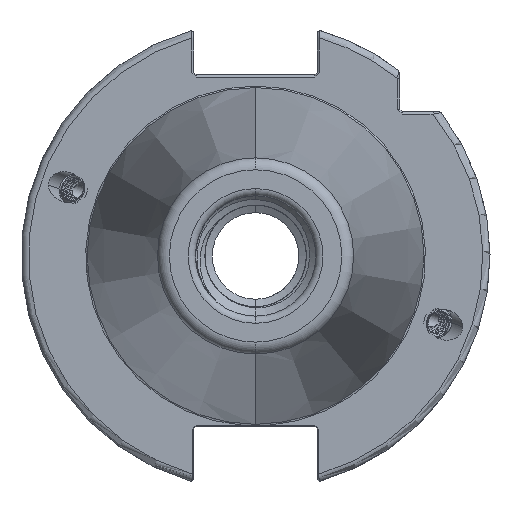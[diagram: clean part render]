
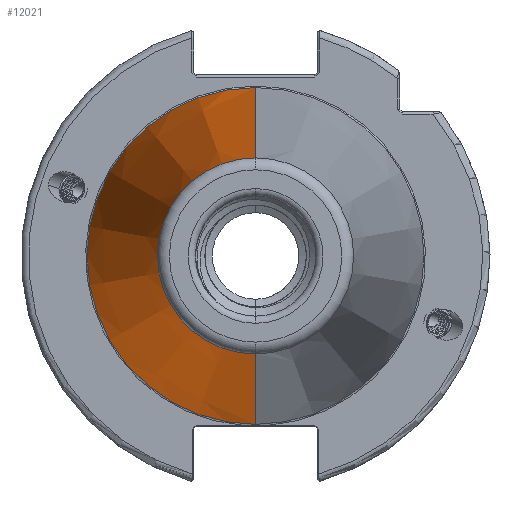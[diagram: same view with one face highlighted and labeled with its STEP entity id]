
A CAD part, left-side view. The second image highlights one B-rep face of the part: STEP entity #12021.
In plain terms, the highlighted conical face has half-angle 8.297 degrees and reference radius 35.392 mm.
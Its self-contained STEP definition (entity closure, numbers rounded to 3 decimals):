
#686 = AXIS2_PLACEMENT_3D ( 'NONE', #15270, #15250, #15267 ) ;
#688 = AXIS2_PLACEMENT_3D ( 'NONE', #15122, #15123, #15103 ) ;
#711 = AXIS2_PLACEMENT_3D ( 'NONE', #24795, #24784, #24789 ) ;
#2622 = CARTESIAN_POINT ( 'NONE',  ( -2.5, 35.027, 0. ) ) ;
#2712 = CARTESIAN_POINT ( 'NONE',  ( -2.5, 0., 35.027 ) ) ;
#2713 = CARTESIAN_POINT ( 'NONE',  ( -2.5, 0., -35.027 ) ) ;
#4375 = VERTEX_POINT ( 'NONE', #7181 ) ;
#5045 = CONICAL_SURFACE ( 'NONE', #27064, 35.392, 0.145 ) ;
#5062 = FACE_OUTER_BOUND ( 'NONE', #23895, .T. ) ;
#7181 = CARTESIAN_POINT ( 'NONE',  ( -102.811, 0., -20.399 ) ) ;
#12021 = ADVANCED_FACE ( 'NONE', ( #5062 ), #5045, .T. ) ;
#15103 = DIRECTION ( 'NONE',  ( 0., 1., 0. ) ) ;
#15109 = DIRECTION ( 'NONE',  ( 0.99, 0., -0.144 ) ) ;
#15122 = CARTESIAN_POINT ( 'NONE',  ( -2.5, 0., 0. ) ) ;
#15123 = DIRECTION ( 'NONE',  ( 1., 0., 0. ) ) ;
#15135 = CARTESIAN_POINT ( 'NONE',  ( 0., 0., -35.392 ) ) ;
#15199 = CARTESIAN_POINT ( 'NONE',  ( 0., 0., 35.392 ) ) ;
#15231 = DIRECTION ( 'NONE',  ( 0.99, 0., 0.144 ) ) ;
#15250 = DIRECTION ( 'NONE',  ( 1., 0., 0. ) ) ;
#15267 = DIRECTION ( 'NONE',  ( 0., 1., 0. ) ) ;
#15270 = CARTESIAN_POINT ( 'NONE',  ( -2.5, 0., 0. ) ) ;
#15931 = DIRECTION ( 'NONE',  ( 1., 0., 0. ) ) ;
#15947 = DIRECTION ( 'NONE',  ( 0., 0., -1. ) ) ;
#15951 = CARTESIAN_POINT ( 'NONE',  ( 0., 0., 0. ) ) ;
#23895 = EDGE_LOOP ( 'NONE', ( #28716, #28817, #28746, #28800, #28776 ) ) ;
#24165 = VERTEX_POINT ( 'NONE', #2622 ) ;
#24226 = VERTEX_POINT ( 'NONE', #2712 ) ;
#24239 = VERTEX_POINT ( 'NONE', #2713 ) ;
#24784 = DIRECTION ( 'NONE',  ( 1., 0., 0. ) ) ;
#24789 = DIRECTION ( 'NONE',  ( 0., 0., 1. ) ) ;
#24795 = CARTESIAN_POINT ( 'NONE',  ( -102.811, 0., 0. ) ) ;
#25252 = CARTESIAN_POINT ( 'NONE',  ( -102.811, 0., 20.399 ) ) ;
#25539 = LINE ( 'NONE', #15135, #25573 ) ;
#25541 = CIRCLE ( 'NONE', #688, 35.027 ) ;
#25549 = LINE ( 'NONE', #15199, #25575 ) ;
#25573 = VECTOR ( 'NONE', #15109, 1000. ) ;
#25575 = VECTOR ( 'NONE', #15231, 1000. ) ;
#25630 = CIRCLE ( 'NONE', #686, 35.027 ) ;
#25650 = CIRCLE ( 'NONE', #711, 20.399 ) ;
#26097 = EDGE_CURVE ( 'NONE', #4375, #24239, #25539, .T. ) ;
#26099 = EDGE_CURVE ( 'NONE', #24239, #24165, #25541, .T. ) ;
#26112 = EDGE_CURVE ( 'NONE', #28166, #24226, #25549, .T. ) ;
#26118 = EDGE_CURVE ( 'NONE', #24165, #24226, #25630, .T. ) ;
#26222 = EDGE_CURVE ( 'NONE', #4375, #28166, #25650, .T. ) ;
#27064 = AXIS2_PLACEMENT_3D ( 'NONE', #15951, #15931, #15947 ) ;
#28166 = VERTEX_POINT ( 'NONE', #25252 ) ;
#28716 = ORIENTED_EDGE ( 'NONE', *, *, #26222, .T. ) ;
#28746 = ORIENTED_EDGE ( 'NONE', *, *, #26118, .F. ) ;
#28776 = ORIENTED_EDGE ( 'NONE', *, *, #26097, .F. ) ;
#28800 = ORIENTED_EDGE ( 'NONE', *, *, #26099, .F. ) ;
#28817 = ORIENTED_EDGE ( 'NONE', *, *, #26112, .T. ) ;
